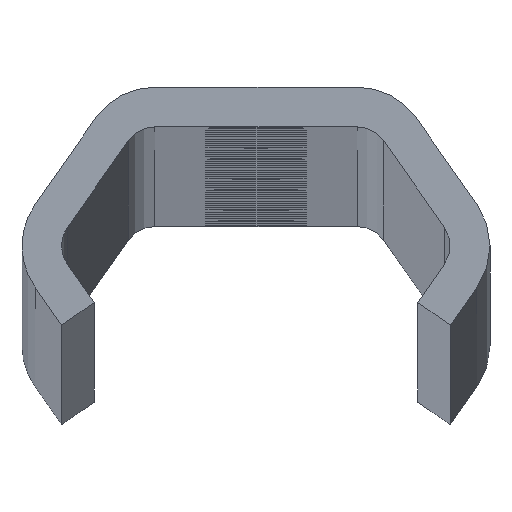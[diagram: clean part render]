
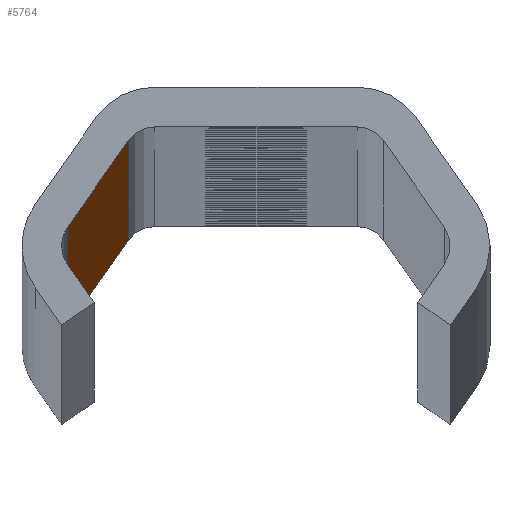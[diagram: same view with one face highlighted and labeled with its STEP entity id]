
A CAD part, top view. The second image highlights one B-rep face of the part: STEP entity #5764.
In plain terms, the highlighted planar face has unit normal (0.819, -0.574, 0).
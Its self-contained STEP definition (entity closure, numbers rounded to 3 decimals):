
#109 = EDGE_CURVE ( 'NONE', #6110, #4016, #748, .T. ) ;
#159 = VERTEX_POINT ( 'NONE', #4085 ) ;
#328 = ORIENTED_EDGE ( 'NONE', *, *, #1362, .T. ) ;
#401 = DIRECTION ( 'NONE',  ( 0., 0., -1. ) ) ;
#717 = VERTEX_POINT ( 'NONE', #3715 ) ;
#748 = LINE ( 'NONE', #4743, #6756 ) ;
#1032 = CARTESIAN_POINT ( 'NONE',  ( -11.883, 1.163, 1800. ) ) ;
#1339 = EDGE_CURVE ( 'NONE', #4016, #159, #5349, .T. ) ;
#1362 = EDGE_CURVE ( 'NONE', #717, #159, #3474, .T. ) ;
#1735 = FACE_OUTER_BOUND ( 'NONE', #3186, .T. ) ;
#1771 = CARTESIAN_POINT ( 'NONE',  ( -11.883, 1.163, 1800. ) ) ;
#1784 = VECTOR ( 'NONE', #8562, 1000. ) ;
#2501 = VECTOR ( 'NONE', #2724, 1000. ) ;
#2724 = DIRECTION ( 'NONE',  ( 0.574, 0.819, 0. ) ) ;
#3186 = EDGE_LOOP ( 'NONE', ( #328, #7560, #3960, #5649 ) ) ;
#3474 = LINE ( 'NONE', #6142, #2501 ) ;
#3715 = CARTESIAN_POINT ( 'NONE',  ( -11.883, 1.163, -1800. ) ) ;
#3874 = CARTESIAN_POINT ( 'NONE',  ( -11.883, 1.163, 1800. ) ) ;
#3960 = ORIENTED_EDGE ( 'NONE', *, *, #109, .F. ) ;
#4016 = VERTEX_POINT ( 'NONE', #5486 ) ;
#4085 = CARTESIAN_POINT ( 'NONE',  ( -8.052, 6.635, -1800. ) ) ;
#4424 = PLANE ( 'NONE',  #8301 ) ;
#4468 = DIRECTION ( 'NONE',  ( -0.819, 0.574, 0. ) ) ;
#4743 = CARTESIAN_POINT ( 'NONE',  ( -11.883, 1.163, 1800. ) ) ;
#4791 = DIRECTION ( 'NONE',  ( 0.574, 0.819, 0. ) ) ;
#5349 = LINE ( 'NONE', #5882, #1784 ) ;
#5389 = EDGE_CURVE ( 'NONE', #6110, #717, #6543, .T. ) ;
#5486 = CARTESIAN_POINT ( 'NONE',  ( -8.052, 6.635, 1800. ) ) ;
#5649 = ORIENTED_EDGE ( 'NONE', *, *, #5389, .T. ) ;
#5764 = ADVANCED_FACE ( 'NONE', ( #1735 ), #4424, .F. ) ;
#5882 = CARTESIAN_POINT ( 'NONE',  ( -8.052, 6.635, 1800. ) ) ;
#6110 = VERTEX_POINT ( 'NONE', #1032 ) ;
#6142 = CARTESIAN_POINT ( 'NONE',  ( -11.883, 1.163, -1800. ) ) ;
#6543 = LINE ( 'NONE', #3874, #8447 ) ;
#6756 = VECTOR ( 'NONE', #4791, 1000. ) ;
#7134 = DIRECTION ( 'NONE',  ( -0.574, -0.819, 0. ) ) ;
#7560 = ORIENTED_EDGE ( 'NONE', *, *, #1339, .F. ) ;
#8301 = AXIS2_PLACEMENT_3D ( 'NONE', #1771, #4468, #7134 ) ;
#8447 = VECTOR ( 'NONE', #401, 1000. ) ;
#8562 = DIRECTION ( 'NONE',  ( 0., 0., -1. ) ) ;
